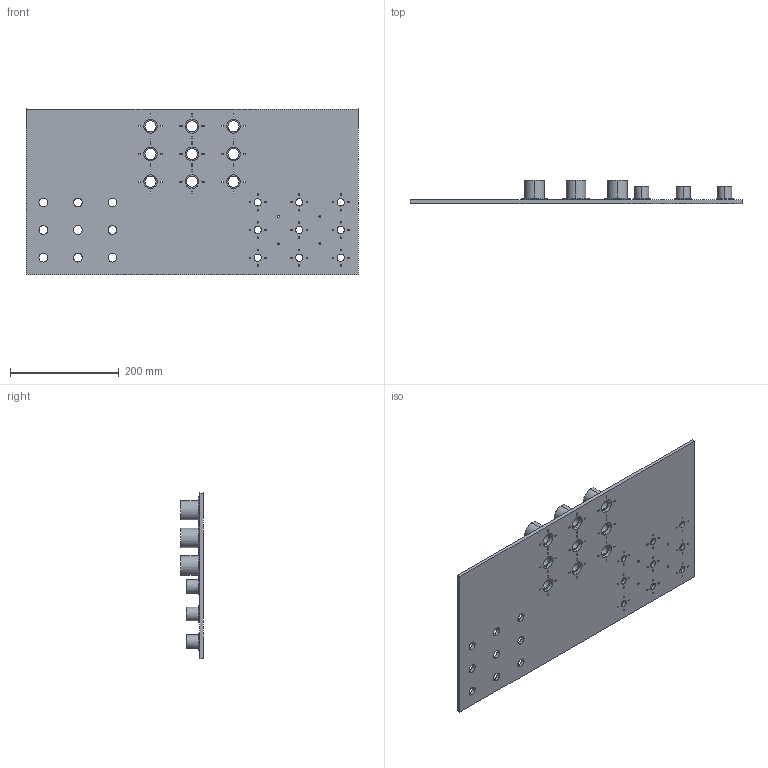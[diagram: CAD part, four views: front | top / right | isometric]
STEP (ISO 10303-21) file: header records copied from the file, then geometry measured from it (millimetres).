
FILE_DESCRIPTION (( 'STEP AP214' ), '1' );
FILE_NAME ('Marker_stand_assem.STEP', '2021-12-07T08:20:01', ( '' ), ( '' ), 'SwSTEP 2.0', 'SolidWorks 2020', '' );
FILE_SCHEMA (( 'AUTOMOTIVE_DESIGN' ));
Length unit declared in the file: inch
Products named in the file (4): Marker_stand_assem; Guide_large; Base; Guide_small
Assembly tree (19 placements, depth 2):
  Marker_stand_assem
    Base
    Guide_large  x9
    Guide_small  x9
Bounding box: 609.6 x 41.91 x 304.8 mm (x, y, z)
Volume: 1390564.2 mm3; surface area: 510511.2 mm2
Topology: 19 solids, 19 shells, 1106 faces, 3039 edges, 1984 vertices
Faces by surface type: cylinder 601, plane 451, torus 36, cone 18
Entity records: 16865 total; most frequent: DIRECTION 3003, CARTESIAN_POINT 2831, ORIENTED_EDGE 2798, EDGE_CURVE 1399, AXIS2_PLACEMENT_3D 1100, VERTEX_POINT 928, VECTOR 803, LINE 803
